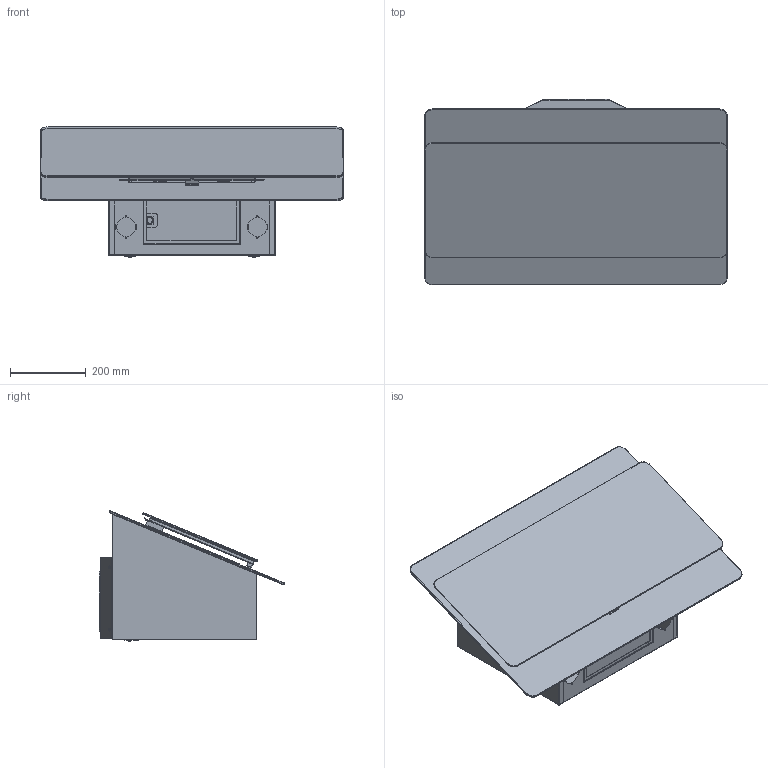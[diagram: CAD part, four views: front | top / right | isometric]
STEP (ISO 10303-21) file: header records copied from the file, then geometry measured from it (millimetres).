
FILE_DESCRIPTION((''),'2;1');
FILE_NAME('20A_902_ASM','2017-04-11T',('CF984'),(''),'PRO/ENGINEER BY PARAMETRIC TECHNOLOGY CORPORATION, 2014200','PRO/ENGINEER BY PARAMETRIC TECHNOLOGY CORPORATION, 2014200','');
FILE_SCHEMA(('CONFIG_CONTROL_DESIGN'));
Products named in the file (35): 47A_200; 47A_161; 47A_162; 47A_831_ASM; 186_012; 99A_016; 99A_017; FIB_027; FIM_501; 20A_001; 02A_014; 20A_108; 20A_110; 20A_828_ASM; 20A_854_ASM; 20A_109; 20A_829_ASM; 20A_855_ASM; 20A_786_ASM; 20A_111; 10A_027; 20A_113; 20A_827_ASM; CMM_104_AF0; CMM_045; SCR_021; CMM_INSERTO_FILETT_M4; 20A_853_ASM; 20A_002; 20A_747_ASM; SB6_009; 200_009; A58_006; 20A_860_ASM; 20A_902_ASM
Assembly tree (41 placements, depth 6):
  20A_902_ASM
    20A_860_ASM
      47A_831_ASM
        47A_200
        47A_161
        47A_162
      186_012
      99A_016
      99A_017
      FIB_027
      FIM_501  x2
      20A_786_ASM
        20A_001
        02A_014
        20A_854_ASM
          20A_828_ASM
            20A_108
            20A_110
        20A_855_ASM
          20A_829_ASM
            20A_109
            20A_110
      20A_747_ASM
        20A_853_ASM
          20A_827_ASM
            20A_111
            10A_027
            20A_113
          CMM_104_AF0  x2
          CMM_045
          SCR_021
          CMM_INSERTO_FILETT_M4  x4
        20A_002
      SB6_009
      200_009
      A58_006  x2
Bounding box: 798.6 x 489.08 x 343.56 mm (x, y, z)
Volume: 3958799.2 mm3; surface area: 3448075.4 mm2
Topology: 35 solids, 40 shells, 4291 faces, 10947 edges, 6765 vertices
Faces by surface type: plane 2178, cylinder 1478, torus 295, bspline 166, cone 138, sphere 36
Entity records: 139770 total; most frequent: CARTESIAN_POINT 40141, DIRECTION 21071, ORIENTED_EDGE 20292, EDGE_CURVE 10196, AXIS2_PLACEMENT_3D 7440, VERTEX_POINT 6299, VECTOR 6191, LINE 6191
